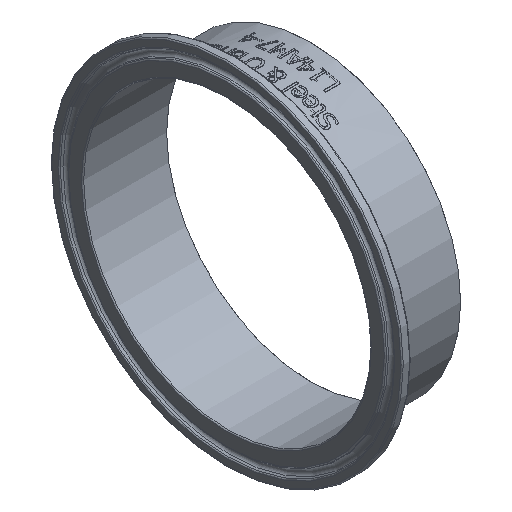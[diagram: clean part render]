
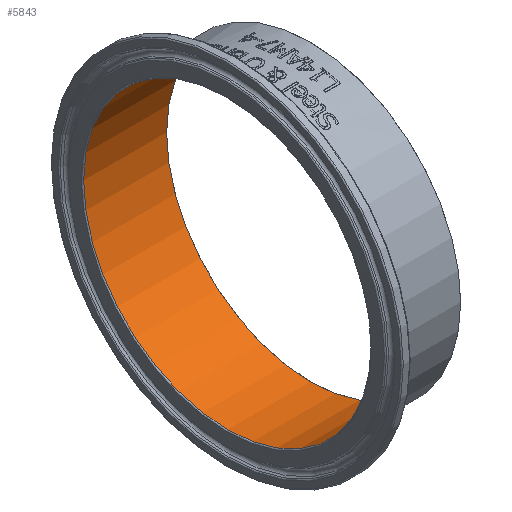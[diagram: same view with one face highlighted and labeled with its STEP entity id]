
A CAD part, isometric view. The second image highlights one B-rep face of the part: STEP entity #5843.
In plain terms, the highlighted cylindrical face has radius 48.692 mm (diameter 97.384 mm), a full revolution.
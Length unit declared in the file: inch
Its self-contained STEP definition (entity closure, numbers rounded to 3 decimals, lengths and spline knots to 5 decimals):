
#109=FACE_BOUND('',#1323,.T.);
#957=FACE_OUTER_BOUND('',#1322,.T.);
#1322=EDGE_LOOP('',(#5435));
#1323=EDGE_LOOP('',(#5436));
#1504=CIRCLE('',#6250,1.917);
#1506=CIRCLE('',#6254,1.917);
#2890=VERTEX_POINT('',#12149);
#2892=VERTEX_POINT('',#12155);
#3745=EDGE_CURVE('',#2890,#2890,#1504,.T.);
#3747=EDGE_CURVE('',#2892,#2892,#1506,.T.);
#5435=ORIENTED_EDGE('',*,*,#3747,.F.);
#5436=ORIENTED_EDGE('',*,*,#3745,.F.);
#5503=CYLINDRICAL_SURFACE('',#6253,1.917);
#5843=ADVANCED_FACE('',(#957,#109),#5503,.F.);
#6250=AXIS2_PLACEMENT_3D('',#12150,#7465,#7466);
#6253=AXIS2_PLACEMENT_3D('',#12154,#7471,#7472);
#6254=AXIS2_PLACEMENT_3D('',#12156,#7473,#7474);
#7465=DIRECTION('center_axis',(-1.,0.,0.));
#7466=DIRECTION('ref_axis',(0.,-1.,0.));
#7471=DIRECTION('center_axis',(1.,0.,0.));
#7472=DIRECTION('ref_axis',(0.,1.,0.));
#7473=DIRECTION('center_axis',(1.,0.,0.));
#7474=DIRECTION('ref_axis',(0.,-1.,0.));
#12149=CARTESIAN_POINT('',(1.12,1.917,0.));
#12150=CARTESIAN_POINT('Origin',(1.12,0.,0.));
#12154=CARTESIAN_POINT('Origin',(0.578,0.,0.));
#12155=CARTESIAN_POINT('',(0.015,1.917,0.));
#12156=CARTESIAN_POINT('Origin',(0.015,0.,0.));
